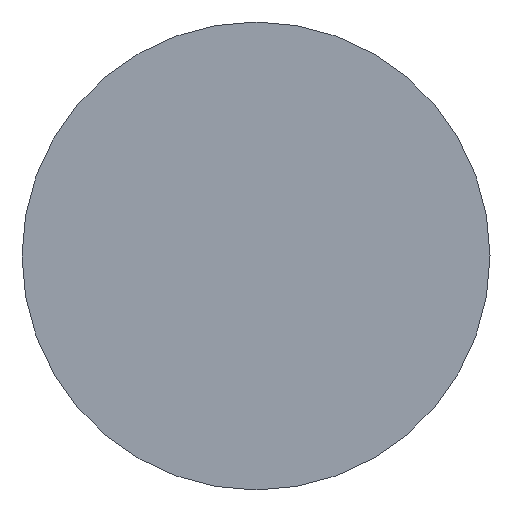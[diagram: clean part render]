
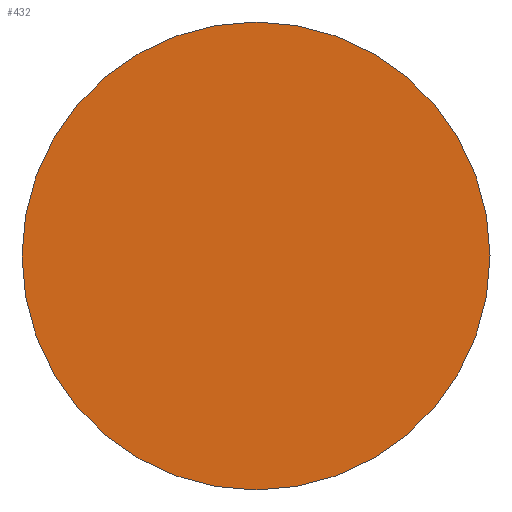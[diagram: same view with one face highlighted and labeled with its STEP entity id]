
A CAD part, front view. The second image highlights one B-rep face of the part: STEP entity #432.
In plain terms, the highlighted planar face has unit normal (0, -1, 0).
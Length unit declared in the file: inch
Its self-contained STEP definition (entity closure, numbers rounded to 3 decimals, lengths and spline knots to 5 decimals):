
#31 = CARTESIAN_POINT ( 'NONE',  ( 0., 0., 0. ) ) ;
#35 = DIRECTION ( 'NONE',  ( 0., -1., 0. ) ) ;
#39 = CARTESIAN_POINT ( 'NONE',  ( 0., 0., 0. ) ) ;
#53 = CARTESIAN_POINT ( 'NONE',  ( 0., 0., -0.25 ) ) ;
#59 = FACE_OUTER_BOUND ( 'NONE', #191, .T. ) ;
#62 = VERTEX_POINT ( 'NONE', #89 ) ;
#68 = CIRCLE ( 'NONE', #186, 0.25 ) ;
#84 = VERTEX_POINT ( 'NONE', #53 ) ;
#89 = CARTESIAN_POINT ( 'NONE',  ( 0., 0., 0.25 ) ) ;
#160 = AXIS2_PLACEMENT_3D ( 'NONE', #31, #345, #176 ) ;
#161 = ORIENTED_EDGE ( 'NONE', *, *, #315, .T. ) ;
#176 = DIRECTION ( 'NONE',  ( 0., 0., -1. ) ) ;
#186 = AXIS2_PLACEMENT_3D ( 'NONE', #39, #223, #429 ) ;
#191 = EDGE_LOOP ( 'NONE', ( #227, #161 ) ) ;
#210 = PLANE ( 'NONE',  #160 ) ;
#223 = DIRECTION ( 'NONE',  ( 0., -1., 0. ) ) ;
#227 = ORIENTED_EDGE ( 'NONE', *, *, #385, .T. ) ;
#232 = AXIS2_PLACEMENT_3D ( 'NONE', #351, #35, #435 ) ;
#315 = EDGE_CURVE ( 'NONE', #62, #84, #68, .T. ) ;
#345 = DIRECTION ( 'NONE',  ( 0., -1., 0. ) ) ;
#351 = CARTESIAN_POINT ( 'NONE',  ( 0., 0., 0. ) ) ;
#361 = CIRCLE ( 'NONE', #232, 0.25 ) ;
#385 = EDGE_CURVE ( 'NONE', #84, #62, #361, .T. ) ;
#429 = DIRECTION ( 'NONE',  ( 0., 0., -1. ) ) ;
#432 = ADVANCED_FACE ( 'NONE', ( #59 ), #210, .T. ) ;
#435 = DIRECTION ( 'NONE',  ( 0., 0., -1. ) ) ;
